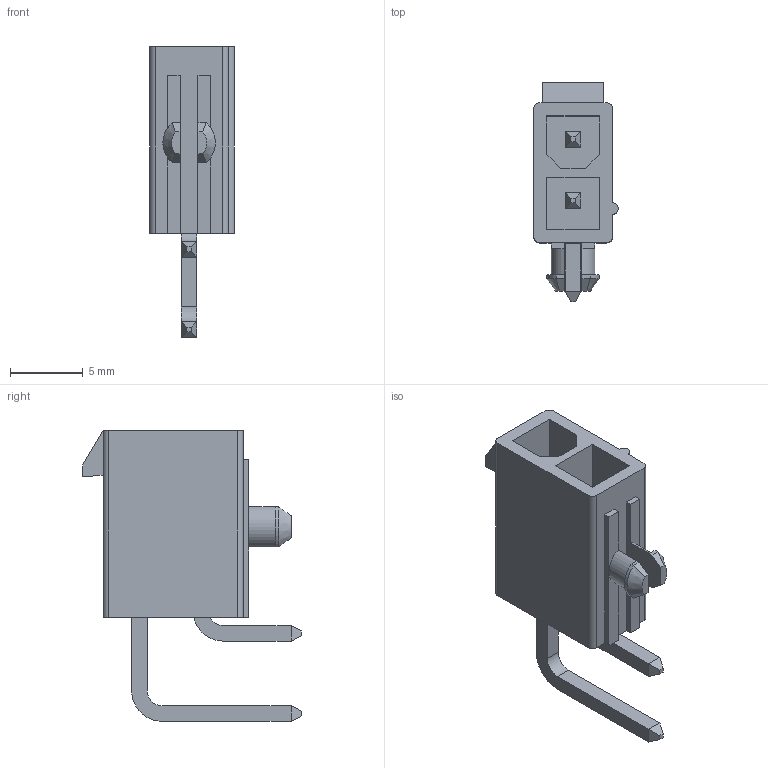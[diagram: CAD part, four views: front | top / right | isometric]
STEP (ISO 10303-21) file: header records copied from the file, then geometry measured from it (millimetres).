
FILE_DESCRIPTION( ( 'STEP AP214' ), '1' );
FILE_NAME( '26013114.stp', '2021-02-15T03:59:05', ( 'License CC BY-ND 4.0' ), ( 'CADENAS' ), ' ', 'PARTsolutions', ' ' );
FILE_SCHEMA( ( 'AUTOMOTIVE_DESIGN { 1 0 10303 214 1 1 1 1 }' ) );
Length unit declared in the file: millimetre
Products named in the file (2): 26013114; 1
Assembly tree (1 placements, depth 2):
  26013114
    1
Bounding box: 5.8 x 15 x 19.93 mm (x, y, z)
Volume: 505.2 mm3; surface area: 947.5 mm2
Topology: 1 solids, 1 shells, 99 faces, 245 edges, 154 vertices
Faces by surface type: plane 84, cylinder 13, cone 2
Entity records: 2908 total; most frequent: CARTESIAN_POINT 514, ORIENTED_EDGE 490, DIRECTION 473, EDGE_CURVE 245, LINE 211, VECTOR 211, VERTEX_POINT 154, AXIS2_PLACEMENT_3D 131
